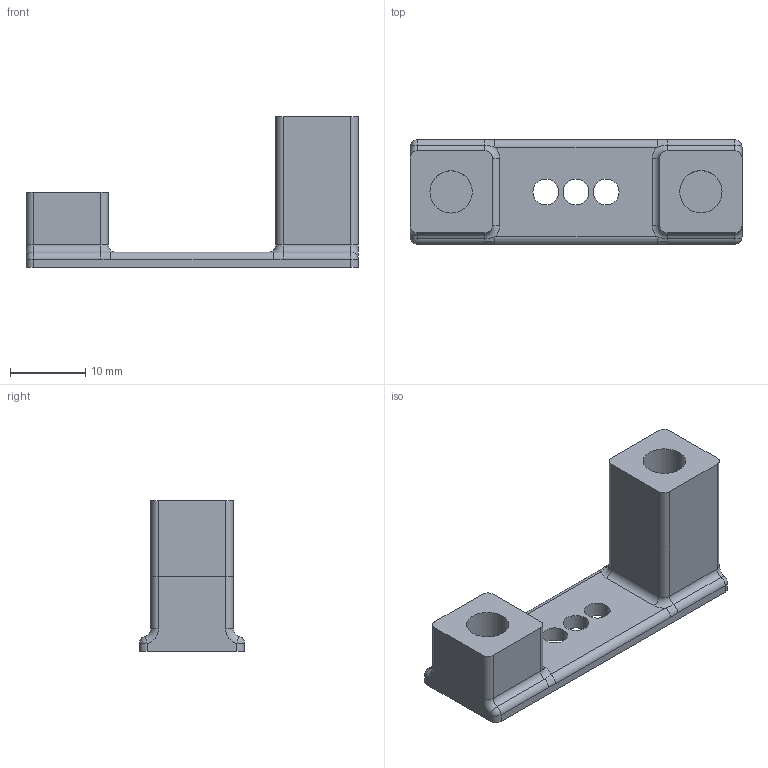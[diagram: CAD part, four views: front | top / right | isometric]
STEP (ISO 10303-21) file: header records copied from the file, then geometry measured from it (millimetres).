
FILE_DESCRIPTION (( 'STEP AP214' ), '1' );
FILE_NAME ('Buggy back mount top.STEP', '2022-06-02T10:30:48', ( '' ), ( '' ), 'SwSTEP 2.0', 'SolidWorks 2020', '' );
FILE_SCHEMA (( 'AUTOMOTIVE_DESIGN' ));
Length unit declared in the file: millimetre
Products named in the file (1): Buggy back mount top
Bounding box: 44 x 13.9 x 20 mm (x, y, z)
Volume: 3806.6 mm3; surface area: 2787.6 mm2
Topology: 1 solids, 1 shells, 66 faces, 158 edges, 92 vertices
Faces by surface type: cylinder 34, plane 16, torus 8, sphere 4, bspline 4
Entity records: 2004 total; most frequent: CARTESIAN_POINT 421, DIRECTION 352, ORIENTED_EDGE 308, EDGE_CURVE 154, AXIS2_PLACEMENT_3D 143, VERTEX_POINT 92, CIRCLE 80, EDGE_LOOP 74
